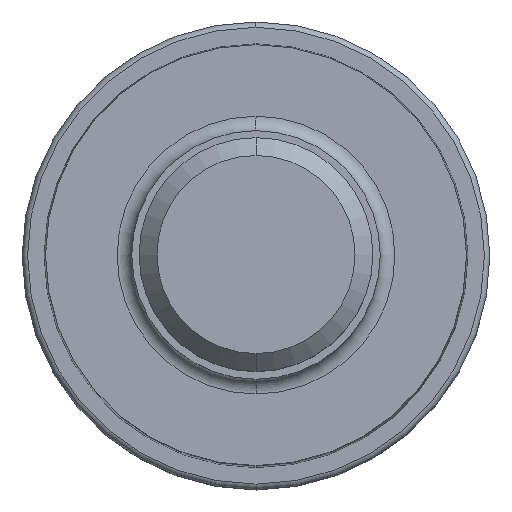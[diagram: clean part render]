
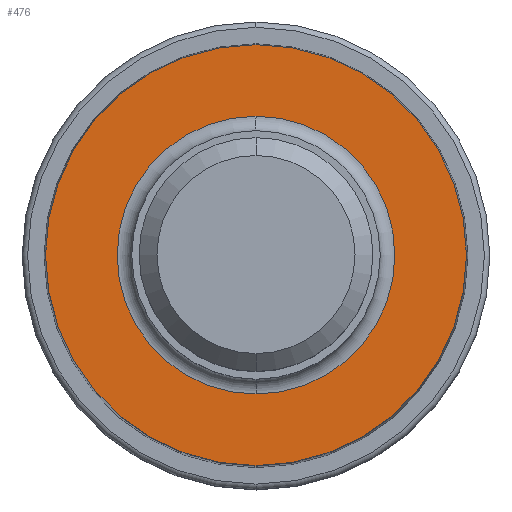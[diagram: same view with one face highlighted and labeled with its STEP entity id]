
A CAD part, top view. The second image highlights one B-rep face of the part: STEP entity #476.
In plain terms, the highlighted planar face has unit normal (0, 0, 1).
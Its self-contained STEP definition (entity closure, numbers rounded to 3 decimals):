
#310=VERTEX_POINT('',#849);
#388=EDGE_CURVE('',#460,#790,#935,.T.);
#454=EDGE_CURVE('',#490,#310,#1011,.T.);
#460=VERTEX_POINT('',#1018);
#476=ADVANCED_FACE('',(#1036,#1037),#1038,.T.);
#490=VERTEX_POINT('',#1055);
#658=EDGE_CURVE('',#790,#460,#1238,.T.);
#780=EDGE_CURVE('',#310,#490,#1371,.T.);
#790=VERTEX_POINT('',#1381);
#849=CARTESIAN_POINT('',(0.,-9.5,0.0));
#935=CIRCLE('',#1592,14.4);
#1011=CIRCLE('',#1691,9.5);
#1018=CARTESIAN_POINT('',(0.0,14.4,0.0));
#1036=FACE_OUTER_BOUND('',#1725,.T.);
#1037=FACE_BOUND('',#1726,.T.);
#1038=PLANE('',#1727);
#1055=CARTESIAN_POINT('',(0.0,9.5,0.0));
#1238=CIRCLE('',#2013,14.4);
#1371=CIRCLE('',#2197,9.5);
#1381=CARTESIAN_POINT('',(0.,-14.4,0.0));
#1592=AXIS2_PLACEMENT_3D('',#2370,#2371,#2372);
#1691=AXIS2_PLACEMENT_3D('',#2483,#2484,#2485);
#1725=EDGE_LOOP('',(#2520,#2521));
#1726=EDGE_LOOP('',(#2522,#2523));
#1727=AXIS2_PLACEMENT_3D('',#2524,#2525,#2526);
#2013=AXIS2_PLACEMENT_3D('',#2776,#2777,#2778);
#2197=AXIS2_PLACEMENT_3D('',#2953,#2954,#2955);
#2370=CARTESIAN_POINT('',(0.0,0.0,0.0));
#2371=DIRECTION('',(0.0,0.0,-1.0));
#2372=DIRECTION('',(0.0,1.0,0.0));
#2483=CARTESIAN_POINT('',(0.0,0.0,0.0));
#2484=DIRECTION('',(0.0,0.0,-1.0));
#2485=DIRECTION('',(0.0,1.0,0.0));
#2520=ORIENTED_EDGE('',*,*,#388,.F.);
#2521=ORIENTED_EDGE('',*,*,#658,.F.);
#2522=ORIENTED_EDGE('',*,*,#454,.T.);
#2523=ORIENTED_EDGE('',*,*,#780,.T.);
#2524=CARTESIAN_POINT('',(0.0,7.2,0.0));
#2525=DIRECTION('',(-0.0,0.0,1.0));
#2526=DIRECTION('',(0.0,-1.0,0.0));
#2776=CARTESIAN_POINT('',(0.0,0.0,0.0));
#2777=DIRECTION('',(0.0,0.0,-1.0));
#2778=DIRECTION('',(0.0,1.0,0.0));
#2953=CARTESIAN_POINT('',(0.0,0.0,0.0));
#2954=DIRECTION('',(0.0,0.0,-1.0));
#2955=DIRECTION('',(0.0,1.0,0.0));
